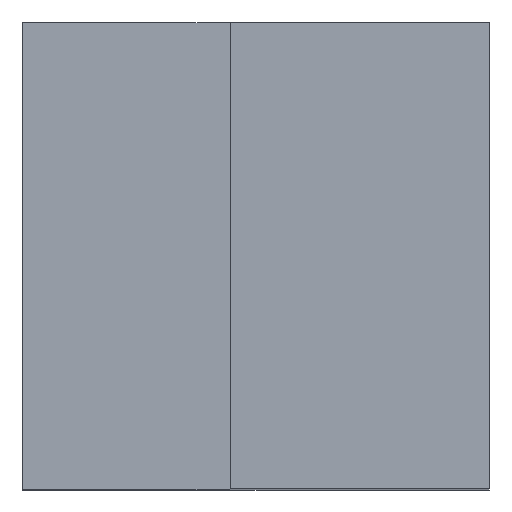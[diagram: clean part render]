
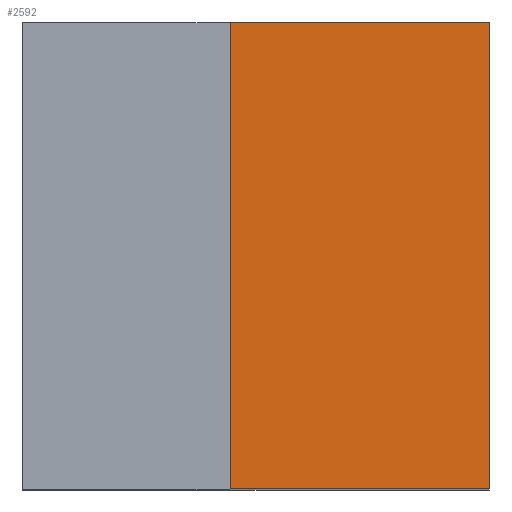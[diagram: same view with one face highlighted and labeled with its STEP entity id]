
A CAD part, top view. The second image highlights one B-rep face of the part: STEP entity #2592.
In plain terms, the highlighted planar face has unit normal (0, 0, 1).
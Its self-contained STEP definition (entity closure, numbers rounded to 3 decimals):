
#696=ORIENTED_EDGE('',*,*,#1052,.F.);
#697=ORIENTED_EDGE('',*,*,#1051,.T.);
#698=ORIENTED_EDGE('',*,*,#1041,.T.);
#699=ORIENTED_EDGE('',*,*,#1032,.T.);
#1032=EDGE_CURVE('',#1247,#1245,#1582,.T.);
#1041=EDGE_CURVE('',#1254,#1247,#1590,.T.);
#1051=EDGE_CURVE('',#1260,#1254,#1597,.T.);
#1052=EDGE_CURVE('',#1260,#1245,#1598,.T.);
#1245=VERTEX_POINT('',#4085);
#1247=VERTEX_POINT('',#4088);
#1254=VERTEX_POINT('',#4106);
#1260=VERTEX_POINT('',#4124);
#1582=LINE('',#4087,#1920);
#1590=LINE('',#4105,#1928);
#1597=LINE('',#4126,#1935);
#1598=LINE('',#4128,#1936);
#1920=VECTOR('',#3381,1000.);
#1928=VECTOR('',#3395,1000.);
#1935=VECTOR('',#3416,1000.);
#1936=VECTOR('',#3419,1000.);
#2107=EDGE_LOOP('',(#696,#697,#698,#699));
#2283=FACE_BOUND('',#2107,.T.);
#2438=PLANE('',#2764);
#2592=ADVANCED_FACE('',(#2283),#2438,.T.);
#2764=AXIS2_PLACEMENT_3D('',#4127,#3417,#3418);
#3381=DIRECTION('',(-1.,0.,0.));
#3395=DIRECTION('',(0.,1.,0.));
#3416=DIRECTION('',(1.,0.,0.));
#3417=DIRECTION('',(0.,0.,1.));
#3418=DIRECTION('',(1.,0.,0.));
#3419=DIRECTION('',(0.,1.,0.));
#4085=CARTESIAN_POINT('',(-0.5,4.5,14.));
#4087=CARTESIAN_POINT('',(4.5,4.5,14.));
#4088=CARTESIAN_POINT('',(4.5,4.5,14.));
#4105=CARTESIAN_POINT('',(4.5,-4.5,14.));
#4106=CARTESIAN_POINT('',(4.5,-4.5,14.));
#4124=CARTESIAN_POINT('',(-0.5,-4.5,14.));
#4126=CARTESIAN_POINT('',(-4.5,-4.5,14.));
#4127=CARTESIAN_POINT('',(-4.5,-4.5,14.));
#4128=CARTESIAN_POINT('',(-0.5,-4.5,14.));
